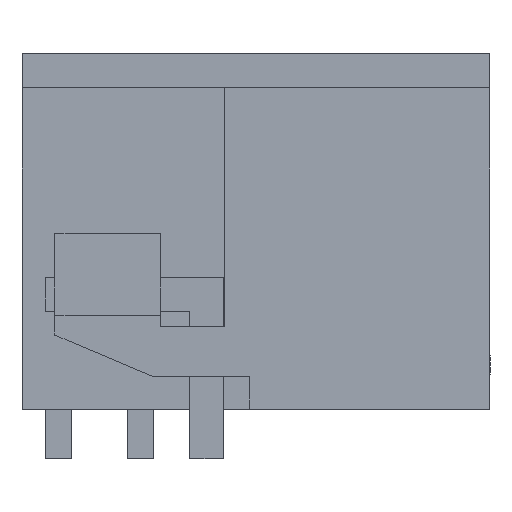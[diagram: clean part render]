
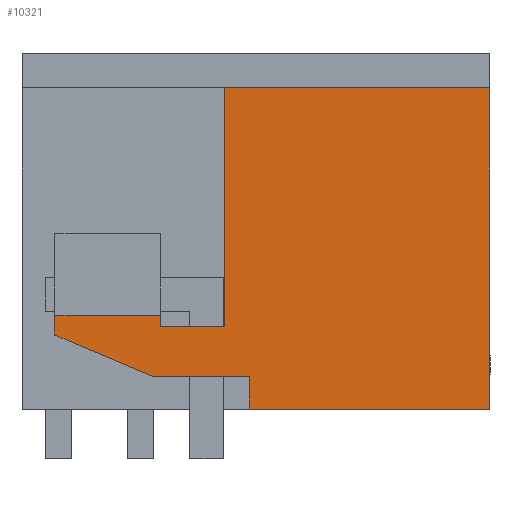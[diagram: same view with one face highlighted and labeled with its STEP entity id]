
A CAD part, left-side view. The second image highlights one B-rep face of the part: STEP entity #10321.
In plain terms, the highlighted planar face has unit normal (-1, 0, 0).
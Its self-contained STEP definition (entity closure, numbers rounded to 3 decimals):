
#10259=AXIS2_PLACEMENT_3D('Plane Axis2P3D',#10256,#10257,#10258) ;
#5246=CARTESIAN_POINT('Vertex',(0.,0.,11.25)) ;
#5249=CARTESIAN_POINT('Line Origine',(0.,0.,6.375)) ;
#5253=CARTESIAN_POINT('Vertex',(0.,0.,1.5)) ;
#9764=CARTESIAN_POINT('Line Origine',(0.,3.65,1.5)) ;
#9768=CARTESIAN_POINT('Vertex',(0.,7.3,1.5)) ;
#9909=CARTESIAN_POINT('Vertex',(0.,8.05,11.25)) ;
#9912=CARTESIAN_POINT('Line Origine',(0.,4.025,11.25)) ;
#10241=CARTESIAN_POINT('Vertex',(0.,7.3,2.497)) ;
#10244=CARTESIAN_POINT('Line Origine',(0.,7.3,1.998)) ;
#10256=CARTESIAN_POINT('Axis2P3D Location',(0.,0.,11.25)) ;
#10261=CARTESIAN_POINT('Line Origine',(0.,8.05,7.625)) ;
#10265=CARTESIAN_POINT('Vertex',(0.,8.05,4.)) ;
#10268=CARTESIAN_POINT('Line Origine',(0.,9.025,4.)) ;
#10272=CARTESIAN_POINT('Vertex',(0.,10.,4.)) ;
#10275=CARTESIAN_POINT('Line Origine',(0.,10.,4.175)) ;
#10279=CARTESIAN_POINT('Vertex',(0.,10.,4.35)) ;
#10282=CARTESIAN_POINT('Line Origine',(0.,11.6,4.35)) ;
#10286=CARTESIAN_POINT('Vertex',(0.,13.2,4.35)) ;
#10289=CARTESIAN_POINT('Line Origine',(0.,13.2,4.05)) ;
#10293=CARTESIAN_POINT('Vertex',(0.,13.2,3.75)) ;
#10296=CARTESIAN_POINT('Line Origine',(0.,11.721,3.123)) ;
#10300=CARTESIAN_POINT('Vertex',(0.,10.242,2.497)) ;
#10303=CARTESIAN_POINT('Line Origine',(0.,8.771,2.497)) ;
#5250=DIRECTION('Vector Direction',(0.,0.,-1.)) ;
#9765=DIRECTION('Vector Direction',(0.,1.,0.)) ;
#9913=DIRECTION('Vector Direction',(0.,1.,0.)) ;
#10245=DIRECTION('Vector Direction',(0.,0.,-1.)) ;
#10257=DIRECTION('Axis2P3D Direction',(1.,0.,0.)) ;
#10258=DIRECTION('Axis2P3D XDirection',(0.,0.,-1.)) ;
#10262=DIRECTION('Vector Direction',(0.,0.,1.)) ;
#10269=DIRECTION('Vector Direction',(0.,-1.,0.)) ;
#10276=DIRECTION('Vector Direction',(0.,0.,1.)) ;
#10283=DIRECTION('Vector Direction',(0.,1.,0.)) ;
#10290=DIRECTION('Vector Direction',(0.,0.,-1.)) ;
#10297=DIRECTION('Vector Direction',(0.,0.921,0.39)) ;
#10304=DIRECTION('Vector Direction',(0.,-1.,0.)) ;
#5251=VECTOR('Line Direction',#5250,1.) ;
#9766=VECTOR('Line Direction',#9765,1.) ;
#9914=VECTOR('Line Direction',#9913,1.) ;
#10246=VECTOR('Line Direction',#10245,1.) ;
#10263=VECTOR('Line Direction',#10262,1.) ;
#10270=VECTOR('Line Direction',#10269,1.) ;
#10277=VECTOR('Line Direction',#10276,1.) ;
#10284=VECTOR('Line Direction',#10283,1.) ;
#10291=VECTOR('Line Direction',#10290,1.) ;
#10298=VECTOR('Line Direction',#10297,1.) ;
#10305=VECTOR('Line Direction',#10304,1.) ;
#10309=ORIENTED_EDGE('',*,*,#10267,.F.) ;
#10310=ORIENTED_EDGE('',*,*,#10274,.F.) ;
#10311=ORIENTED_EDGE('',*,*,#10281,.F.) ;
#10312=ORIENTED_EDGE('',*,*,#10288,.F.) ;
#10313=ORIENTED_EDGE('',*,*,#10295,.F.) ;
#10314=ORIENTED_EDGE('',*,*,#10302,.F.) ;
#10315=ORIENTED_EDGE('',*,*,#10307,.F.) ;
#10316=ORIENTED_EDGE('',*,*,#10248,.F.) ;
#10317=ORIENTED_EDGE('',*,*,#9770,.F.) ;
#10318=ORIENTED_EDGE('',*,*,#5255,.F.) ;
#10319=ORIENTED_EDGE('',*,*,#9916,.T.) ;
#10321=ADVANCED_FACE('HOUSING',(#10320),#10260,.F.) ;
#5255=EDGE_CURVE('',#5247,#5254,#5252,.T.) ;
#9770=EDGE_CURVE('',#5254,#9769,#9767,.T.) ;
#9916=EDGE_CURVE('',#5247,#9910,#9915,.T.) ;
#10248=EDGE_CURVE('',#9769,#10242,#10247,.F.) ;
#10267=EDGE_CURVE('',#10266,#9910,#10264,.T.) ;
#10274=EDGE_CURVE('',#10273,#10266,#10271,.T.) ;
#10281=EDGE_CURVE('',#10280,#10273,#10278,.F.) ;
#10288=EDGE_CURVE('',#10287,#10280,#10285,.F.) ;
#10295=EDGE_CURVE('',#10294,#10287,#10292,.F.) ;
#10302=EDGE_CURVE('',#10301,#10294,#10299,.T.) ;
#10307=EDGE_CURVE('',#10242,#10301,#10306,.F.) ;
#10308=EDGE_LOOP('',(#10309,#10310,#10311,#10312,#10313,#10314,#10315,#10316,#10317,#10318,#10319)) ;
#10320=FACE_OUTER_BOUND('',#10308,.T.) ;
#5252=LINE('Line',#5249,#5251) ;
#9767=LINE('Line',#9764,#9766) ;
#9915=LINE('Line',#9912,#9914) ;
#10247=LINE('Line',#10244,#10246) ;
#10264=LINE('Line',#10261,#10263) ;
#10271=LINE('Line',#10268,#10270) ;
#10278=LINE('Line',#10275,#10277) ;
#10285=LINE('Line',#10282,#10284) ;
#10292=LINE('Line',#10289,#10291) ;
#10299=LINE('Line',#10296,#10298) ;
#10306=LINE('Line',#10303,#10305) ;
#10260=PLANE('',#10259) ;
#5247=VERTEX_POINT('',#5246) ;
#5254=VERTEX_POINT('',#5253) ;
#9769=VERTEX_POINT('',#9768) ;
#9910=VERTEX_POINT('',#9909) ;
#10242=VERTEX_POINT('',#10241) ;
#10266=VERTEX_POINT('',#10265) ;
#10273=VERTEX_POINT('',#10272) ;
#10280=VERTEX_POINT('',#10279) ;
#10287=VERTEX_POINT('',#10286) ;
#10294=VERTEX_POINT('',#10293) ;
#10301=VERTEX_POINT('',#10300) ;
